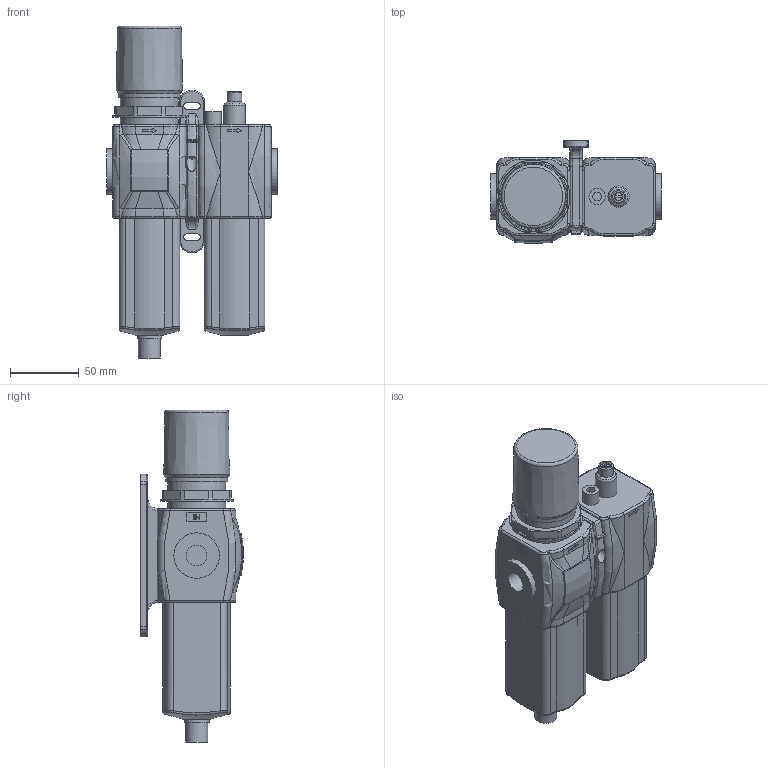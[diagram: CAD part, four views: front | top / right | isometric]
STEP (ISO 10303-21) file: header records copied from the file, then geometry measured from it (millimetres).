
FILE_DESCRIPTION(/* description */ ('Unknown'),/* implementation_level */ '2;1');
FILE_NAME(/* name */ 'GN172BH@',/* time_stamp */ '2018-10-15T09:06:59-04:00',/* author */ ('Unknown'),/* organization */ ('Unknown'),/* preprocessor_version */ 'ST-DEVELOPER v16.7',/* originating_system */ 'DEX',/* authorisation */ $);
FILE_SCHEMA (('AUTOMOTIVE_DESIGN {1 0 10303 214 3 1 1}'));
Length unit declared in the file: millimetre
Products named in the file (4): GN172BH@; #172BEM##; T172Y; #172BL#
Assembly tree (3 placements, depth 2):
  GN172BH@
    #172BEM##
    T172Y
    #172BL#
Bounding box: 123.7 x 74.27 x 240.6 mm (x, y, z)
Volume: 907128.7 mm3; surface area: 100704.6 mm2
Topology: 4 solids, 4 shells, 511 faces, 1231 edges, 768 vertices
Faces by surface type: plane 227, cylinder 120, bspline 103, torus 42, cone 15, sphere 4
Full cylindrical faces by diameter (mm): 4.5 x1, 5.6 x1, 6 x1, 7.5 x1, 10.5 x1, 12 x2, 14.95 x4, 15.5 x1, 16 x1, 18 x1, 19 x2, 23 x2, 33 x5, 42 x2, 43 x1, 45 x1, 53 x1
Entity records: 20390 total; most frequent: CARTESIAN_POINT 6454, ORIENTED_EDGE 2354, DIRECTION 1890, EDGE_CURVE 1177, VERTEX_POINT 761, AXIS2_PLACEMENT_3D 658, EDGE_LOOP 604, FACE_BOUND 604
